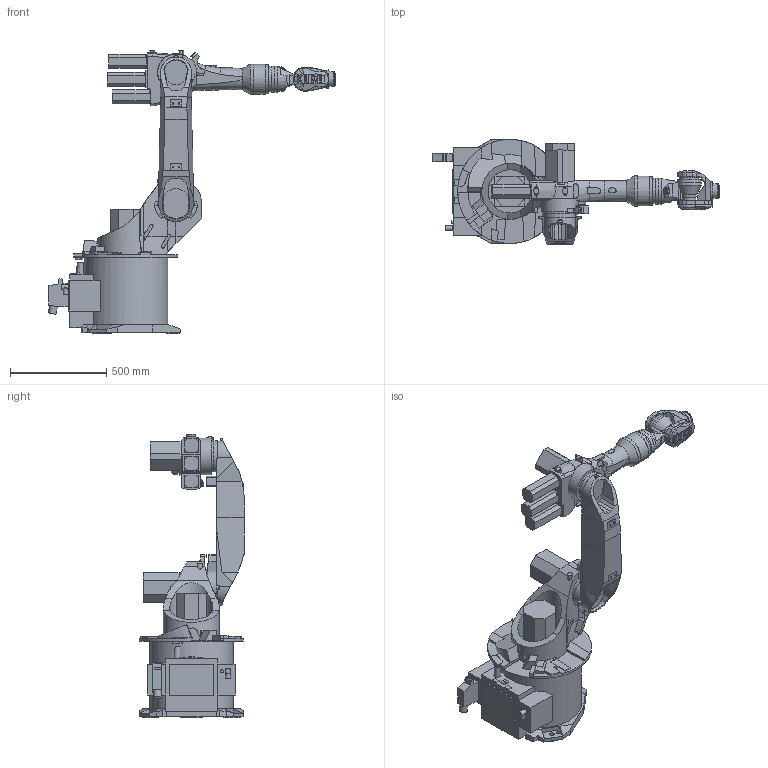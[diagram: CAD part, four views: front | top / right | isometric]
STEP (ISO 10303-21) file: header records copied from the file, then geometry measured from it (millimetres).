
FILE_DESCRIPTION((''),'2;1');
FILE_NAME('KR16 salas blancas.stp','2012-11-12T08:58:18',('ACS'),(''),'Autodesk Inventor 2008','Autodesk Inventor 2008','');
FILE_SCHEMA(('AUTOMOTIVE_DESIGN { 1 0 10303 214 1 1 1 1 }'));
Length unit declared in the file: millimetre
Products named in the file (18): KR16 salas blancas; thur3BEC007t-none_1; thur3BEC007t-none_2; thur3BEC007t-none_3; thur3BEC007t-none_4; thur3BEC007t-none_5; thur3BEC007t-none_6; thur3BEC007t-none_7; thur3BEC007t-none_8; thur3BEC007t-none_9; thur3BEC007t-none_10; thur3BEC007t-none_11; thur3BEC007t-none_12; thur3BEC007t-none_13; thur3BEC007t-none_14; thur3BEC007t-none_15; thur3BEC007t-none_16; thur3BEC007t-none_17
Assembly tree (17 placements, depth 2):
  KR16 salas blancas
    thur3BEC007t-none_1
    thur3BEC007t-none_2
    thur3BEC007t-none_3
    thur3BEC007t-none_4
    thur3BEC007t-none_5
    thur3BEC007t-none_6
    thur3BEC007t-none_7
    thur3BEC007t-none_8
    thur3BEC007t-none_9
    thur3BEC007t-none_10
    thur3BEC007t-none_11
    thur3BEC007t-none_12
    thur3BEC007t-none_13
    thur3BEC007t-none_14
    thur3BEC007t-none_15
    thur3BEC007t-none_16
    thur3BEC007t-none_17
Bounding box: 1489.88 x 546.34 x 1470 mm (x, y, z)
Volume: 131410893.3 mm3; surface area: 4290432.7 mm2
Topology: 17 solids, 17 shells, 1006 faces, 2696 edges, 1784 vertices
Faces by surface type: plane 833, cylinder 135, cone 25, bspline 13
Full cylindrical faces by diameter (mm): 5 x2, 5.2 x8, 8.4 x8, 16 x1, 20 x5, 24 x3, 26 x2, 28 x1, 30 x2, 40 x1, 63 x1, 69 x2, 75 x1, 78 x1, 95 x1, 103 x2, 123 x1, 128 x1, 150 x1, 154 x1, 157 x1, 160 x2, 186.5 x1, 190 x1, 225 x2, 433 x1, 540 x1
Entity records: 33301 total; most frequent: CARTESIAN_POINT 7862, ORIENTED_EDGE 5220, DIRECTION 4937, EDGE_CURVE 2610, VECTOR 2023, LINE 2023, VERTEX_POINT 1756, AXIS2_PLACEMENT_3D 1457
